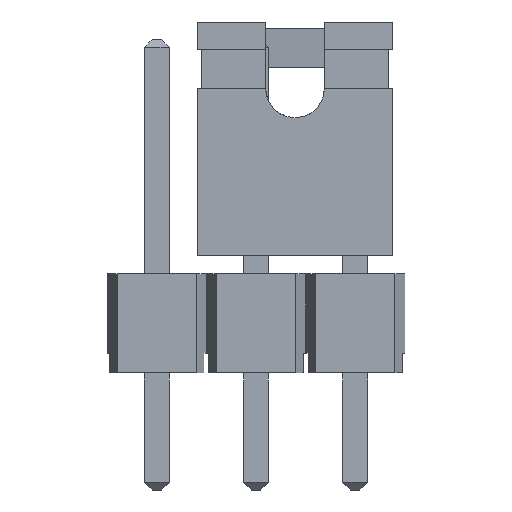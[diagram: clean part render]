
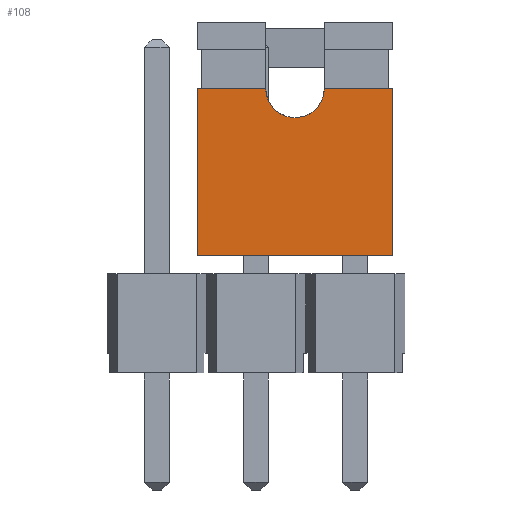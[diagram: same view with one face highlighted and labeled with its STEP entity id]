
A CAD part, front view. The second image highlights one B-rep face of the part: STEP entity #108.
In plain terms, the highlighted planar face has unit normal (0, -1, 0).
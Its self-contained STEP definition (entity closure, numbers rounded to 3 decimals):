
#108=ADVANCED_FACE('',(#335),#3500,.T.);
#335=FACE_OUTER_BOUND('',#562,.T.);
#562=EDGE_LOOP('',(#894,#895,#896,#897,#898,#899,#900));
#894=ORIENTED_EDGE('',*,*,#2034,.T.);
#895=ORIENTED_EDGE('',*,*,#1950,.F.);
#896=ORIENTED_EDGE('',*,*,#2065,.T.);
#897=ORIENTED_EDGE('',*,*,#2015,.F.);
#898=ORIENTED_EDGE('',*,*,#2027,.F.);
#899=ORIENTED_EDGE('',*,*,#2035,.T.);
#900=ORIENTED_EDGE('',*,*,#2030,.F.);
#1950=EDGE_CURVE('',#3118,#3119,#3037,.T.);
#2015=EDGE_CURVE('',#3174,#3175,#2596,.T.);
#2027=EDGE_CURVE('',#3180,#3174,#2608,.T.);
#2030=EDGE_CURVE('',#3182,#3183,#2611,.T.);
#2034=EDGE_CURVE('',#3182,#3119,#2615,.T.);
#2035=EDGE_CURVE('',#3180,#3183,#2616,.T.);
#2065=EDGE_CURVE('',#3118,#3175,#3043,.T.);
#2596=B_SPLINE_CURVE_WITH_KNOTS('',1,(#4445,#4446),.UNSPECIFIED.,.F.,.F.,
(2,2),(0.,1.75),.UNSPECIFIED.);
#2608=B_SPLINE_CURVE_WITH_KNOTS('',1,(#4469,#4470),.UNSPECIFIED.,.F.,.F.,
(2,2),(0.,4.28),.UNSPECIFIED.);
#2611=B_SPLINE_CURVE_WITH_KNOTS('',1,(#4475,#4476),.UNSPECIFIED.,.F.,.F.,
(2,2),(0.,4.28),.UNSPECIFIED.);
#2615=B_SPLINE_CURVE_WITH_KNOTS('',1,(#4483,#4484),.UNSPECIFIED.,.F.,.F.,
(2,2),(0.,1.75),.UNSPECIFIED.);
#2616=B_SPLINE_CURVE_WITH_KNOTS('',1,(#4485,#4486),.UNSPECIFIED.,.F.,.F.,
(2,2),(0.,5.),.UNSPECIFIED.);
#3037=(
BOUNDED_CURVE()
B_SPLINE_CURVE(2,(#4313,#4314,#4315),.UNSPECIFIED.,.F.,.F.)
B_SPLINE_CURVE_WITH_KNOTS((3,3),(0.,1.5),.UNSPECIFIED.)
CURVE()
GEOMETRIC_REPRESENTATION_ITEM()
RATIONAL_B_SPLINE_CURVE((1.,0.707,1.))
REPRESENTATION_ITEM('')
);
#3043=(
BOUNDED_CURVE()
B_SPLINE_CURVE(2,(#4551,#4552,#4553),.UNSPECIFIED.,.F.,.F.)
B_SPLINE_CURVE_WITH_KNOTS((3,3),(-1.5,0.),.UNSPECIFIED.)
CURVE()
GEOMETRIC_REPRESENTATION_ITEM()
RATIONAL_B_SPLINE_CURVE((1.,0.707,1.))
REPRESENTATION_ITEM('')
);
#3118=VERTEX_POINT('',#4230);
#3119=VERTEX_POINT('',#4231);
#3174=VERTEX_POINT('',#4286);
#3175=VERTEX_POINT('',#4287);
#3180=VERTEX_POINT('',#4292);
#3182=VERTEX_POINT('',#4294);
#3183=VERTEX_POINT('',#4295);
#3500=PLANE('',#3747);
#3747=AXIS2_PLACEMENT_3D('',#4203,#3975,$);
#3975=DIRECTION('',(0.,-1.,0.));
#4203=CARTESIAN_POINT('',(17.988,-1.22,7.74));
#4230=CARTESIAN_POINT('',(21.,-1.22,6.55));
#4231=CARTESIAN_POINT('',(21.75,-1.22,7.3));
#4286=CARTESIAN_POINT('',(18.5,-1.22,7.3));
#4287=CARTESIAN_POINT('',(20.25,-1.22,7.3));
#4292=CARTESIAN_POINT('',(18.5,-1.22,3.02));
#4294=CARTESIAN_POINT('',(23.5,-1.22,7.3));
#4295=CARTESIAN_POINT('',(23.5,-1.22,3.02));
#4313=CARTESIAN_POINT('',(21.,-1.22,6.55));
#4314=CARTESIAN_POINT('',(21.75,-1.22,6.55));
#4315=CARTESIAN_POINT('',(21.75,-1.22,7.3));
#4445=CARTESIAN_POINT('',(18.5,-1.22,7.3));
#4446=CARTESIAN_POINT('',(20.25,-1.22,7.3));
#4469=CARTESIAN_POINT('',(18.5,-1.22,3.02));
#4470=CARTESIAN_POINT('',(18.5,-1.22,7.3));
#4475=CARTESIAN_POINT('',(23.5,-1.22,7.3));
#4476=CARTESIAN_POINT('',(23.5,-1.22,3.02));
#4483=CARTESIAN_POINT('',(23.5,-1.22,7.3));
#4484=CARTESIAN_POINT('',(21.75,-1.22,7.3));
#4485=CARTESIAN_POINT('',(18.5,-1.22,3.02));
#4486=CARTESIAN_POINT('',(23.5,-1.22,3.02));
#4551=CARTESIAN_POINT('',(21.,-1.22,6.55));
#4552=CARTESIAN_POINT('',(20.25,-1.22,6.55));
#4553=CARTESIAN_POINT('',(20.25,-1.22,7.3));
